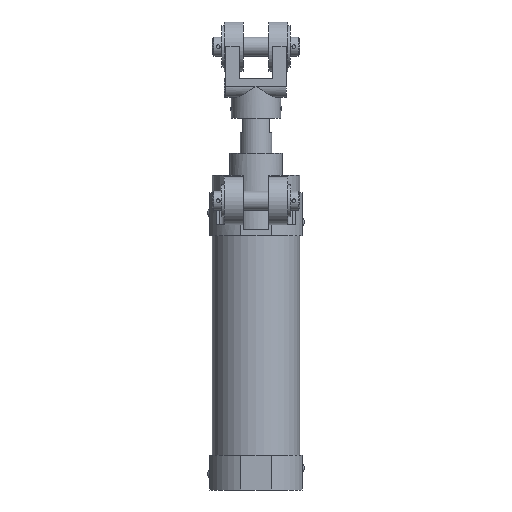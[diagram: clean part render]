
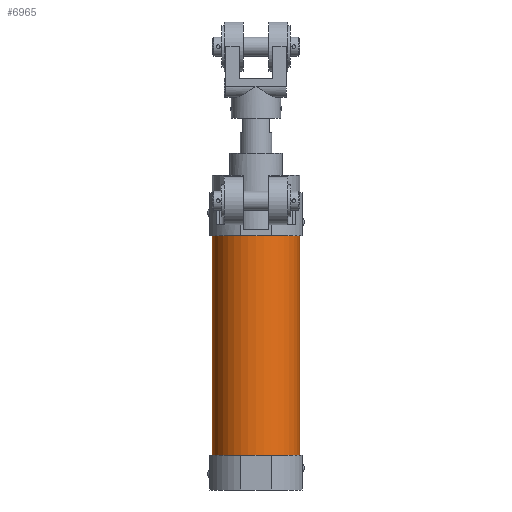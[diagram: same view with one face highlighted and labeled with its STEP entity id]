
A CAD part, front view. The second image highlights one B-rep face of the part: STEP entity #6965.
In plain terms, the highlighted cylindrical face has radius 27.5 mm (diameter 55 mm), a full revolution.
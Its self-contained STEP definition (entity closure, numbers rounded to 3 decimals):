
#1706=ORIENTED_EDGE('',*,*,#3657,.F.);
#1707=ORIENTED_EDGE('',*,*,#3652,.T.);
#3652=EDGE_CURVE('',#4616,#4616,#5216,.T.);
#3657=EDGE_CURVE('',#4617,#4617,#5217,.T.);
#4616=VERTEX_POINT('',#11080);
#4617=VERTEX_POINT('',#11087);
#5216=CIRCLE('',#7558,27.5);
#5217=CIRCLE('',#7560,27.5);
#5528=EDGE_LOOP('',(#1706));
#5529=EDGE_LOOP('',(#1707));
#6189=FACE_BOUND('',#5528,.T.);
#6190=FACE_BOUND('',#5529,.T.);
#6809=CYLINDRICAL_SURFACE('',#7559,27.5);
#6965=ADVANCED_FACE('',(#6189,#6190),#6809,.T.);
#7558=AXIS2_PLACEMENT_3D('',#11079,#8646,#8647);
#7559=AXIS2_PLACEMENT_3D('',#11085,#8652,#8653);
#7560=AXIS2_PLACEMENT_3D('',#11086,#8654,#8655);
#8646=DIRECTION('',(0.,0.,-1.));
#8647=DIRECTION('',(-1.,0.,0.));
#8652=DIRECTION('',(0.,0.,-1.));
#8653=DIRECTION('',(-1.,0.,0.));
#8654=DIRECTION('',(0.,0.,-1.));
#8655=DIRECTION('',(-1.,0.,0.));
#11079=CARTESIAN_POINT('',(0.,0.,190.));
#11080=CARTESIAN_POINT('',(-27.5,0.,190.));
#11085=CARTESIAN_POINT('',(0.,0.,0.));
#11086=CARTESIAN_POINT('',(0.,0.,52.));
#11087=CARTESIAN_POINT('',(-27.5,0.,52.));
